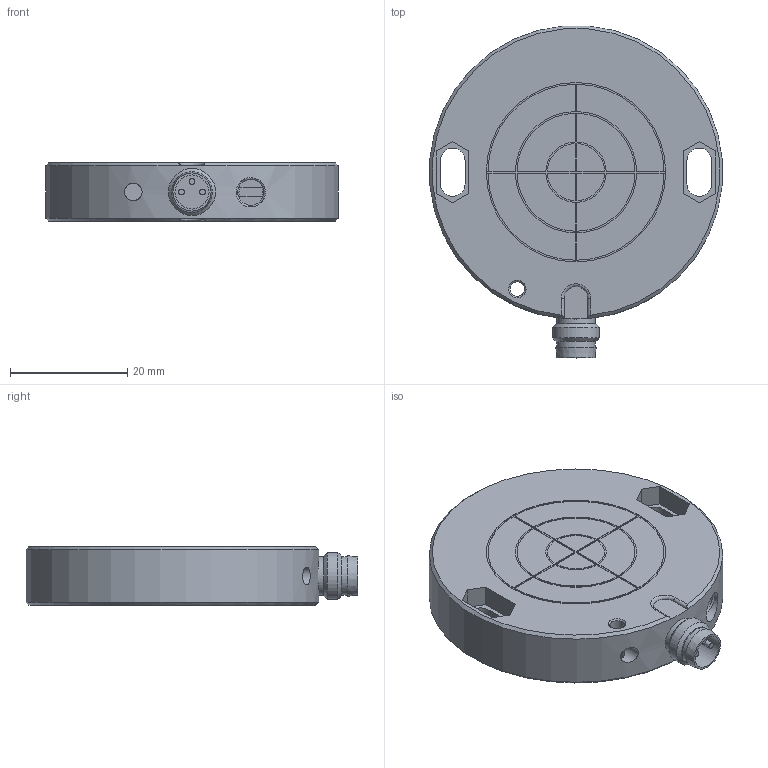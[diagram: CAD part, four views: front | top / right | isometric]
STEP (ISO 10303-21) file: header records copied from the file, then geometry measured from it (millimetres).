
FILE_DESCRIPTION (( 'STEP AP214' ), '1' );
FILE_NAME ('BCS003L.STEP', '2023-07-20T09:19:11', ( '' ), ( '' ), 'SwSTEP 2.0', 'SolidWorks 2021', '' );
FILE_SCHEMA (( 'AUTOMOTIVE_DESIGN' ));
Length unit declared in the file: inch
Products named in the file (1): BCS003L
Bounding box: 49.82 x 56.53 x 10 mm (x, y, z)
Volume: 18654.8 mm3; surface area: 6619.7 mm2
Topology: 1 solids, 1 shells, 196 faces, 475 edges, 315 vertices
Faces by surface type: plane 120, cylinder 64, cone 9, bspline 3
Full cylindrical faces by diameter (mm): 1 x3, 2.4 x2, 2.5 x2, 3 x1, 4.4 x1, 5 x1, 5.8 x1, 6.5 x2, 8 x1, 30.56 x1, 50 x1
Entity records: 5867 total; most frequent: CARTESIAN_POINT 1293, DIRECTION 950, ORIENTED_EDGE 872, EDGE_CURVE 436, AXIS2_PLACEMENT_3D 331, VERTEX_POINT 302, LINE 288, VECTOR 288
